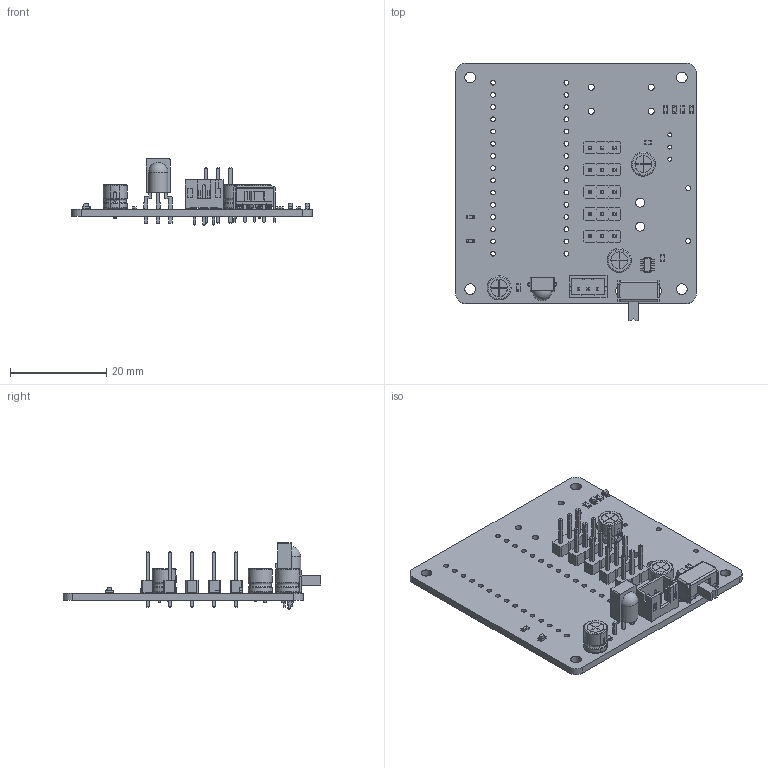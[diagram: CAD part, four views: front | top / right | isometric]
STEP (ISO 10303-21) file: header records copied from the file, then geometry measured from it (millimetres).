
FILE_DESCRIPTION(('KiCad electronic assembly'),'2;1');
FILE_NAME('main.step','2025-04-27T08:19:39',('Pcbnew'),('Kicad'), 'Open CASCADE STEP processor 7.6','KiCad to STEP converter','Unknown' );
FILE_SCHEMA(('AUTOMOTIVE_DESIGN { 1 0 10303 214 1 1 1 1 }'));
Length unit declared in the file: millimetre
Products named in the file (11): main 1; CP_Radial_D5.0mm_P2.00mm; LED_0603_1608Metric; JST_PH_B3B-PH-K_1x03_P2.00mm_Vertical; PinHeader_1x03_P2.54mm_Vertical; R_0603_1608Metric; SW_Slide_SPDT_Angled_CK_OS102011MA1Q; TSOP-6_1.65x3.05mm_P0.95mm; Vishay_MINICAST-3Pin; C_0603_1608Metric; main_PCB
Assembly tree (22 placements, depth 2):
  main 1
    CP_Radial_D5.0mm_P2.00mm  x3
    LED_0603_1608Metric  x3
    JST_PH_B3B-PH-K_1x03_P2.00mm_Vertical
    PinHeader_1x03_P2.54mm_Vertical  x5
    R_0603_1608Metric  x5
    SW_Slide_SPDT_Angled_CK_OS102011MA1Q
    TSOP-6_1.65x3.05mm_P0.95mm
    Vishay_MINICAST-3Pin
    C_0603_1608Metric
    main_PCB
Bounding box: 50 x 53.6 x 13.75 mm (x, y, z)
Volume: 4603.3 mm3; surface area: 7844.5 mm2
Topology: 27 solids, 30 shells, 1451 faces, 3636 edges, 2292 vertices
Faces by surface type: plane 1137, cylinder 244, bspline 48, revolution 15, torus 6, sphere 1
Full cylindrical faces by diameter (mm): 0.1 x1, 0.5 x6, 0.75 x3, 0.8 x9, 0.9 x6, 1 x47, 1.3 x4, 1.5 x2, 1.9 x2, 2.2 x4
Entity records: 26123 total; most frequent: CARTESIAN_POINT 5180, ORIENTED_EDGE 4290, DIRECTION 4117, EDGE_CURVE 2145, LINE 1726, VECTOR 1726, VERTEX_POINT 1350, AXIS2_PLACEMENT_3D 1193
